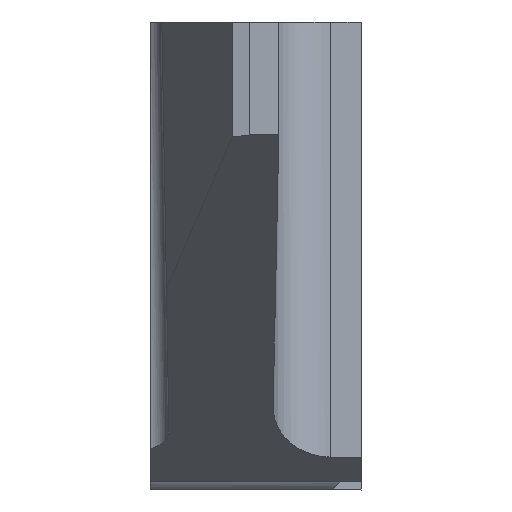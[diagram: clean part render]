
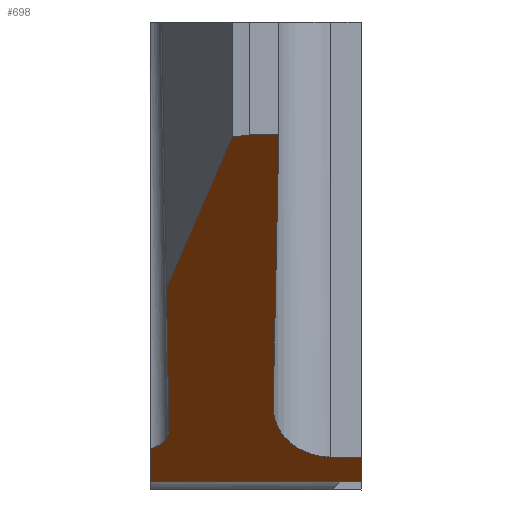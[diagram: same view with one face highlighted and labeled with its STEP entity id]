
A CAD part, front view. The second image highlights one B-rep face of the part: STEP entity #698.
In plain terms, the highlighted planar face has unit normal (0, -0.643, -0.766).
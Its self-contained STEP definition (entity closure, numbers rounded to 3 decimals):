
#94=CARTESIAN_POINT('',(3.6,6.579,-7.445));
#95=VERTEX_POINT('',#94);
#288=CARTESIAN_POINT('',(3.6,7.062,-7.85));
#289=VERTEX_POINT('',#288);
#300=CARTESIAN_POINT('',(3.6,6.579,-7.445));
#301=DIRECTION('',(0.,0.766,-0.643));
#302=VECTOR('',#301,0.63);
#303=LINE('',#300,#302);
#304=EDGE_CURVE('',#95,#289,#303,.T.);
#522=CARTESIAN_POINT('',(1.4,3.217,-4.624));
#523=DIRECTION('',(0.,0.643,0.766));
#524=DIRECTION('',(0.,-0.492,0.413));
#525=AXIS2_PLACEMENT_3D('',#522,#523,#524);
#526=PLANE('',#525);
#527=CARTESIAN_POINT('',(3.075,6.57,-7.437));
#528=DIRECTION('',(1.,0.017,-0.015));
#529=VECTOR('',#528,0.525);
#530=LINE('',#527,#529);
#531=CARTESIAN_POINT('',(3.075,6.57,-7.437));
#532=VERTEX_POINT('',#531);
#533=EDGE_CURVE('',#532,#95,#530,.T.);
#534=ORIENTED_EDGE('Edge 1258',*,*,#533,.F.);
#543=ORIENTED_EDGE('Edge 148',*,*,#304,.F.);
#552=CARTESIAN_POINT('',(0.,7.062,-7.85));
#553=DIRECTION('',(1.,0.,0.));
#554=VECTOR('',#553,3.6);
#555=LINE('',#552,#554);
#556=CARTESIAN_POINT('',(0.,7.062,-7.85));
#557=VERTEX_POINT('',#556);
#558=EDGE_CURVE('',#557,#289,#555,.T.);
#559=ORIENTED_EDGE('Edge 369',*,*,#558,.T.);
#568=CARTESIAN_POINT('',(0.,6.391,-7.287));
#569=DIRECTION('',(0.,0.766,-0.643));
#570=VECTOR('',#569,0.876);
#571=LINE('',#568,#570);
#572=CARTESIAN_POINT('',(0.,6.391,-7.287));
#573=VERTEX_POINT('',#572);
#574=EDGE_CURVE('',#573,#557,#571,.T.);
#575=ORIENTED_EDGE('Edge 318',*,*,#574,.T.);
#584=CARTESIAN_POINT('',(0.,6.391,-7.287));
#585=CARTESIAN_POINT('',(0.192,6.35,-7.253));
#586=CARTESIAN_POINT('',(0.314,6.197,-7.124));
#587=CARTESIAN_POINT('',(0.311,6.,-6.959));
#588=(BOUNDED_CURVE()B_SPLINE_CURVE(3,(#584,#585,#586,#587),.UNSPECIFIED.,.F.,.F.)B_SPLINE_CURVE_WITH_KNOTS((4,4),(0.,1.),.UNSPECIFIED.)CURVE()GEOMETRIC_REPRESENTATION_ITEM()RATIONAL_B_SPLINE_CURVE((1.,0.851,0.851,1.))REPRESENTATION_ITEM(''));
#589=CARTESIAN_POINT('',(0.311,6.,-6.959));
#590=VERTEX_POINT('',#589);
#591=EDGE_CURVE('',#573,#590,#588,.T.);
#592=ORIENTED_EDGE('Edge 1329',*,*,#591,.F.);
#601=CARTESIAN_POINT('',(0.311,6.,-6.959));
#602=DIRECTION('',(-0.011,-0.766,0.643));
#603=VECTOR('',#602,3.747);
#604=LINE('',#601,#603);
#605=CARTESIAN_POINT('',(0.269,3.13,-4.55));
#606=VERTEX_POINT('',#605);
#607=EDGE_CURVE('',#590,#606,#604,.T.);
#608=ORIENTED_EDGE('Edge 1297',*,*,#607,.F.);
#617=CARTESIAN_POINT('',(0.269,3.13,-4.55));
#618=DIRECTION('',(0.269,-0.738,0.619));
#619=VECTOR('',#618,4.172);
#620=LINE('',#617,#619);
#621=CARTESIAN_POINT('',(1.39,0.051,-1.967));
#622=VERTEX_POINT('',#621);
#623=EDGE_CURVE('',#606,#622,#620,.T.);
#624=ORIENTED_EDGE('Edge 389',*,*,#623,.F.);
#633=CARTESIAN_POINT('',(1.39,0.051,-1.967));
#634=DIRECTION('',(0.984,-0.138,0.116));
#635=VECTOR('',#634,0.305);
#636=LINE('',#633,#635);
#637=CARTESIAN_POINT('',(1.69,0.009,-1.932));
#638=VERTEX_POINT('',#637);
#639=EDGE_CURVE('',#622,#638,#636,.T.);
#640=ORIENTED_EDGE('Edge 394',*,*,#639,.F.);
#649=CARTESIAN_POINT('',(1.69,0.009,-1.932));
#650=DIRECTION('',(1.,-0.017,0.015));
#651=VECTOR('',#650,0.5);
#652=LINE('',#649,#651);
#653=CARTESIAN_POINT('',(2.19,0.,-1.924));
#654=VERTEX_POINT('',#653);
#655=EDGE_CURVE('',#638,#654,#652,.T.);
#656=ORIENTED_EDGE('Edge 399',*,*,#655,.F.);
#665=CARTESIAN_POINT('',(2.19,0.,-1.924));
#666=DIRECTION('',(-0.013,0.766,-0.643));
#667=VECTOR('',#666,7.249);
#668=LINE('',#665,#667);
#669=CARTESIAN_POINT('',(2.093,5.553,-6.584));
#670=VERTEX_POINT('',#669);
#671=EDGE_CURVE('',#654,#670,#668,.T.);
#672=ORIENTED_EDGE('Edge 404',*,*,#671,.F.);
#681=CARTESIAN_POINT('',(2.093,5.553,-6.584));
#682=CARTESIAN_POINT('',(2.083,6.138,-7.075));
#683=CARTESIAN_POINT('',(2.49,6.56,-7.429));
#684=CARTESIAN_POINT('',(3.075,6.57,-7.437));
#685=(BOUNDED_CURVE()B_SPLINE_CURVE(3,(#681,#682,#683,#684),.UNSPECIFIED.,.F.,.F.)B_SPLINE_CURVE_WITH_KNOTS((4,4),(0.,1.),.UNSPECIFIED.)CURVE()GEOMETRIC_REPRESENTATION_ITEM()RATIONAL_B_SPLINE_CURVE((1.,0.805,0.805,1.))REPRESENTATION_ITEM(''));
#686=EDGE_CURVE('',#670,#532,#685,.T.);
#687=ORIENTED_EDGE('Edge 1285',*,*,#686,.F.);
#696=EDGE_LOOP('',(#687,#672,#656,#640,#624,#608,#592,#575,#559,#543,#534));
#697=FACE_OUTER_BOUND('Loop 410',#696,.T.);
#698=ADVANCED_FACE('Face 411',(#697),#526,.F.);
